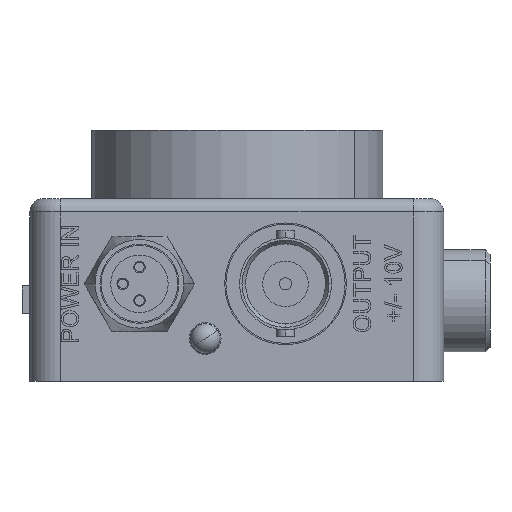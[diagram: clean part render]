
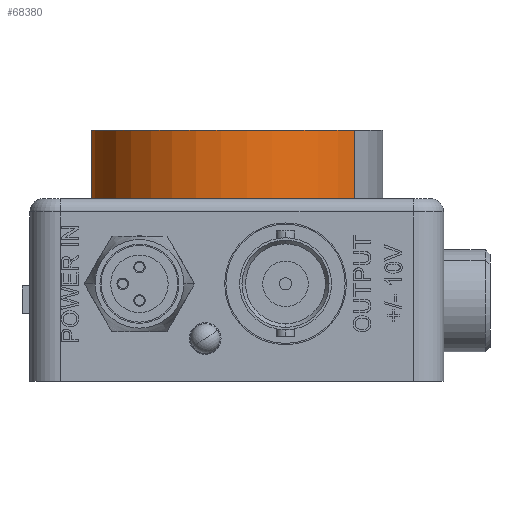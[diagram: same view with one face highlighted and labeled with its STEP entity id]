
A CAD part, front view. The second image highlights one B-rep face of the part: STEP entity #68380.
In plain terms, the highlighted cylindrical face has radius 15.24 mm (diameter 30.48 mm), a partial arc.
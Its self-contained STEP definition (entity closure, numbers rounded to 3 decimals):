
#14323 = FACE_OUTER_BOUND ( 'NONE', #68383, .T. ) ;
#14354 = DIRECTION ( 'NONE',  ( -0.807, 0.59, 0. ) ) ;
#14355 = DIRECTION ( 'NONE',  ( 0., 0., -1. ) ) ;
#14356 = CARTESIAN_POINT ( 'NONE',  ( 21.59, 38.1, 26.162 ) ) ;
#14357 = AXIS2_PLACEMENT_3D ( 'NONE', #14356, #14355, #14354 ) ;
#14358 = CYLINDRICAL_SURFACE ( 'NONE', #14357, 15.24 ) ;
#14546 = DIRECTION ( 'NONE',  ( 0.807, -0.59, 0. ) ) ;
#14547 = DIRECTION ( 'NONE',  ( 0., 0., 1. ) ) ;
#14548 = CARTESIAN_POINT ( 'NONE',  ( 21.59, 38.1, 19.05 ) ) ;
#14549 = AXIS2_PLACEMENT_3D ( 'NONE', #14548, #14547, #14546 ) ;
#14550 = CIRCLE ( 'NONE', #14549, 15.24 ) ;
#14552 = DIRECTION ( 'NONE',  ( 0.807, -0.59, 0. ) ) ;
#14553 = DIRECTION ( 'NONE',  ( 0., 0., 1. ) ) ;
#14554 = CARTESIAN_POINT ( 'NONE',  ( 21.59, 38.1, 26.162 ) ) ;
#14555 = AXIS2_PLACEMENT_3D ( 'NONE', #14554, #14553, #14552 ) ;
#14556 = CIRCLE ( 'NONE', #14555, 15.24 ) ;
#14557 = DIRECTION ( 'NONE',  ( 0., 0., -1. ) ) ;
#14558 = VECTOR ( 'NONE', #14557, 1000. ) ;
#14559 = CARTESIAN_POINT ( 'NONE',  ( 9.284, 47.09, 26.162 ) ) ;
#14560 = LINE ( 'NONE', #14559, #14558 ) ;
#14562 = CARTESIAN_POINT ( 'NONE',  ( 9.284, 47.09, 19.05 ) ) ;
#14568 = CARTESIAN_POINT ( 'NONE',  ( 33.896, 29.11, 19.05 ) ) ;
#14569 = DIRECTION ( 'NONE',  ( 0., 0., -1. ) ) ;
#14570 = VECTOR ( 'NONE', #14569, 1000. ) ;
#14571 = CARTESIAN_POINT ( 'NONE',  ( 33.896, 29.11, 26.162 ) ) ;
#14572 = LINE ( 'NONE', #14571, #14570 ) ;
#14573 = CARTESIAN_POINT ( 'NONE',  ( 9.284, 47.09, 26.162 ) ) ;
#14574 = CARTESIAN_POINT ( 'NONE',  ( 33.896, 29.11, 26.162 ) ) ;
#68380 = ADVANCED_FACE ( 'NONE', ( #14323 ), #14358, .T. ) ;
#68383 = EDGE_LOOP ( 'NONE', ( #84244, #84250, #68489, #68491 ) ) ;
#68487 = EDGE_CURVE ( 'NONE', #68518, #68516, #14556, .T. ) ;
#68489 = ORIENTED_EDGE ( 'NONE', *, *, #68532, .T. ) ;
#68491 = ORIENTED_EDGE ( 'NONE', *, *, #68493, .T. ) ;
#68493 = EDGE_CURVE ( 'NONE', #68528, #68523, #14550, .T. ) ;
#68516 = VERTEX_POINT ( 'NONE', #14574 ) ;
#68518 = VERTEX_POINT ( 'NONE', #14573 ) ;
#68521 = EDGE_CURVE ( 'NONE', #68516, #68523, #14572, .T. ) ;
#68523 = VERTEX_POINT ( 'NONE', #14568 ) ;
#68528 = VERTEX_POINT ( 'NONE', #14562 ) ;
#68532 = EDGE_CURVE ( 'NONE', #68518, #68528, #14560, .T. ) ;
#84244 = ORIENTED_EDGE ( 'NONE', *, *, #68521, .F. ) ;
#84250 = ORIENTED_EDGE ( 'NONE', *, *, #68487, .F. ) ;
